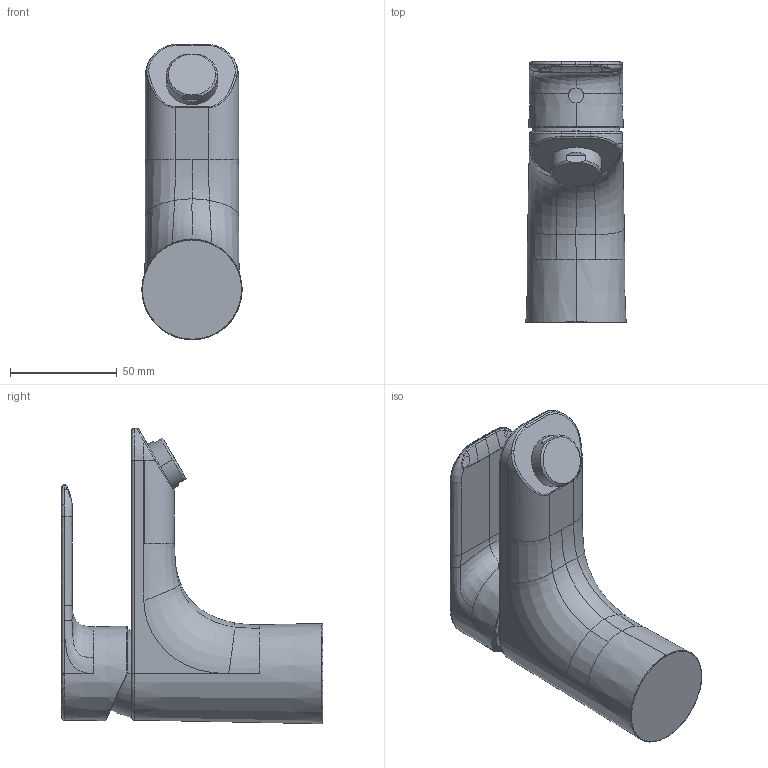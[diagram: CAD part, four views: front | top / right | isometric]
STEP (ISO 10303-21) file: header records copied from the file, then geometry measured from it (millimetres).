
FILE_DESCRIPTION (( 'STEP AP203' ), '1' );
FILE_NAME ('5540220300006(2023).STEP', '2023-08-04T07:40:38', ( '' ), ( '' ), 'SwSTEP 2.0', 'SolidWorks 2016', '' );
FILE_SCHEMA (( 'CONFIG_CONTROL_DESIGN' ));
Length unit declared in the file: millimetre
Products named in the file (1): 5540220300006(2023)
Bounding box: 46.99 x 122.44 x 138.49 mm (x, y, z)
Volume: 285397 mm3; surface area: 40160.1 mm2
Topology: 1 solids, 10 shells, 240 faces, 571 edges, 356 vertices
Faces by surface type: bspline 116, plane 93, cylinder 15, cone 14, torus 2
Entity records: 15006 total; most frequent: CARTESIAN_POINT 10344, ORIENTED_EDGE 1142, DIRECTION 658, EDGE_CURVE 571, VERTEX_POINT 356, EDGE_LOOP 245, ADVANCED_FACE 240, FACE_OUTER_BOUND 240
